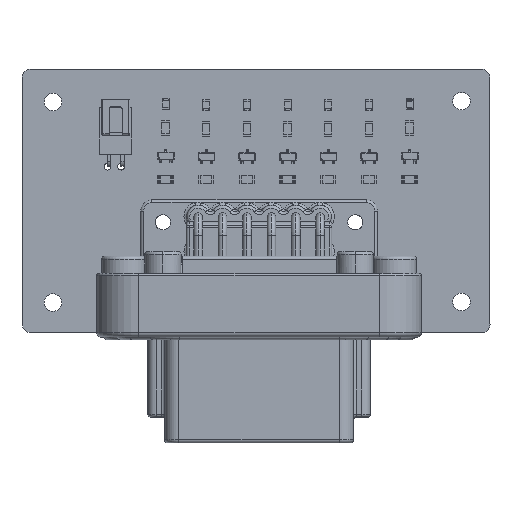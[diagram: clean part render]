
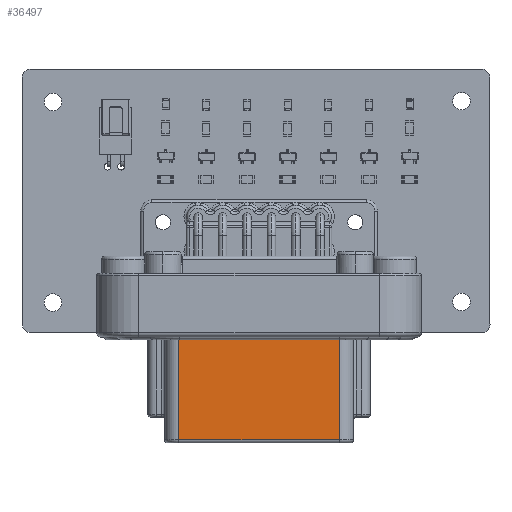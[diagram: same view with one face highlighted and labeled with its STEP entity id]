
A CAD part, top view. The second image highlights one B-rep face of the part: STEP entity #36497.
In plain terms, the highlighted face is planar.
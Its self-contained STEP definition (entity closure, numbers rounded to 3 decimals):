
#31551 = VERTEX_POINT('',#31552);
#31552 = CARTESIAN_POINT('',(14.669,11.125,-19.558));
#31559 = EDGE_CURVE('',#31560,#31551,#31562,.T.);
#31560 = VERTEX_POINT('',#31561);
#31561 = CARTESIAN_POINT('',(-14.669,11.125,-19.558));
#31562 = LINE('',#31563,#31564);
#31563 = CARTESIAN_POINT('',(-14.669,11.125,-19.558));
#31564 = VECTOR('',#31565,1.);
#31565 = DIRECTION('',(1.,0.,0.));
#36461 = VERTEX_POINT('',#36462);
#36462 = CARTESIAN_POINT('',(-14.669,11.125,-0.508));
#36484 = EDGE_CURVE('',#36461,#31560,#36485,.T.);
#36485 = LINE('',#36486,#36487);
#36486 = CARTESIAN_POINT('',(-14.669,11.125,-0.508));
#36487 = VECTOR('',#36488,1.);
#36488 = DIRECTION('',(0.,0.,-1.));
#36497 = ADVANCED_FACE('',(#36498),#36516,.F.);
#36498 = FACE_BOUND('',#36499,.F.);
#36499 = EDGE_LOOP('',(#36500,#36508,#36509,#36510));
#36500 = ORIENTED_EDGE('',*,*,#36501,.F.);
#36501 = EDGE_CURVE('',#36461,#36502,#36504,.T.);
#36502 = VERTEX_POINT('',#36503);
#36503 = CARTESIAN_POINT('',(14.669,11.125,-0.508));
#36504 = LINE('',#36505,#36506);
#36505 = CARTESIAN_POINT('',(-14.669,11.125,-0.508));
#36506 = VECTOR('',#36507,1.);
#36507 = DIRECTION('',(1.,0.,0.));
#36508 = ORIENTED_EDGE('',*,*,#36484,.T.);
#36509 = ORIENTED_EDGE('',*,*,#31559,.T.);
#36510 = ORIENTED_EDGE('',*,*,#36511,.F.);
#36511 = EDGE_CURVE('',#36502,#31551,#36512,.T.);
#36512 = LINE('',#36513,#36514);
#36513 = CARTESIAN_POINT('',(14.669,11.125,-0.508));
#36514 = VECTOR('',#36515,1.);
#36515 = DIRECTION('',(0.,0.,-1.));
#36516 = PLANE('',#36517);
#36517 = AXIS2_PLACEMENT_3D('',#36518,#36519,#36520);
#36518 = CARTESIAN_POINT('',(-14.669,11.125,0.));
#36519 = DIRECTION('',(0.,-1.,0.));
#36520 = DIRECTION('',(1.,0.,0.));
